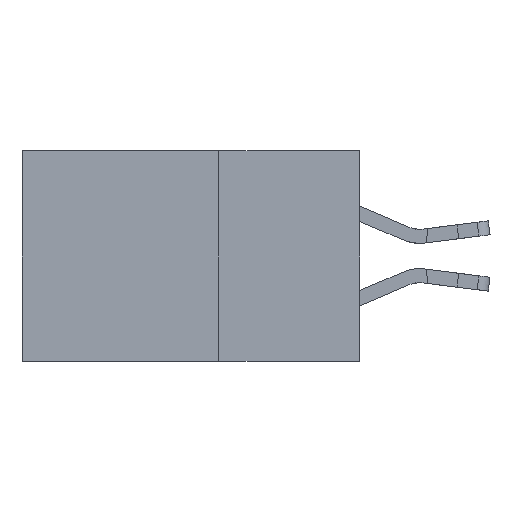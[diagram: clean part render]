
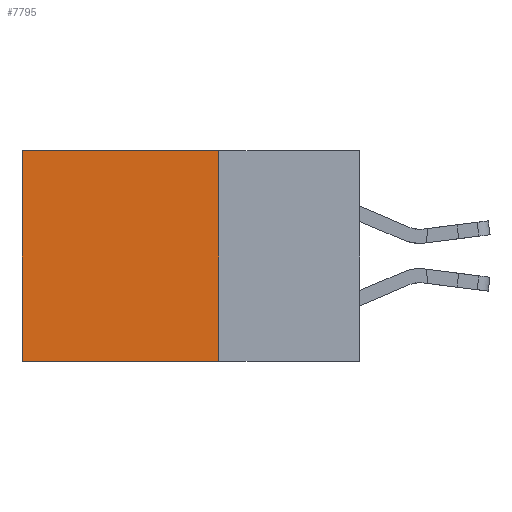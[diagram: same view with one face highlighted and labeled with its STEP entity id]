
A CAD part, left-side view. The second image highlights one B-rep face of the part: STEP entity #7795.
In plain terms, the highlighted planar face has unit normal (-1, 0, 0).
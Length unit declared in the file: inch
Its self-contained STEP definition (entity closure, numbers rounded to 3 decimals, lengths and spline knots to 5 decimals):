
#1136 = VECTOR ( 'NONE', #2448, 39.37008 ) ;
#1944 = DIRECTION ( 'NONE',  ( 0., 0., -1. ) ) ;
#2395 = VECTOR ( 'NONE', #21027, 39.37008 ) ;
#2448 = DIRECTION ( 'NONE',  ( 0., 0., -1. ) ) ;
#2596 = PLANE ( 'NONE',  #10847 ) ;
#3703 = EDGE_CURVE ( 'NONE', #21677, #16000, #16492, .T. ) ;
#3946 = CARTESIAN_POINT ( 'NONE',  ( 0.2875, 0.25, 0. ) ) ;
#4996 = VERTEX_POINT ( 'NONE', #18631 ) ;
#5414 = VERTEX_POINT ( 'NONE', #5905 ) ;
#5768 = LINE ( 'NONE', #8409, #10624 ) ;
#5776 = CARTESIAN_POINT ( 'NONE',  ( 0.2875, 0.6, -0.375 ) ) ;
#5825 = CARTESIAN_POINT ( 'NONE',  ( 0.2875, 0.25, -0.375 ) ) ;
#5905 = CARTESIAN_POINT ( 'NONE',  ( 0.2875, 0.6, 0. ) ) ;
#6312 = CARTESIAN_POINT ( 'NONE',  ( 0.2875, 0.25, 0. ) ) ;
#7520 = EDGE_LOOP ( 'NONE', ( #21475, #16471, #21116, #16475 ) ) ;
#7795 = ADVANCED_FACE ( 'NONE', ( #12918 ), #2596, .F. ) ;
#8409 = CARTESIAN_POINT ( 'NONE',  ( 0.2875, 0.25, -0.375 ) ) ;
#9159 = LINE ( 'NONE', #3946, #2395 ) ;
#10624 = VECTOR ( 'NONE', #16925, 39.37008 ) ;
#10847 = AXIS2_PLACEMENT_3D ( 'NONE', #14647, #16364, #14719 ) ;
#11001 = LINE ( 'NONE', #5776, #18982 ) ;
#12918 = FACE_OUTER_BOUND ( 'NONE', #7520, .T. ) ;
#14647 = CARTESIAN_POINT ( 'NONE',  ( 0.2875, 0.25, -0.375 ) ) ;
#14719 = DIRECTION ( 'NONE',  ( 0., 0., -1. ) ) ;
#15470 = EDGE_CURVE ( 'NONE', #5414, #4996, #11001, .T. ) ;
#16000 = VERTEX_POINT ( 'NONE', #5825 ) ;
#16364 = DIRECTION ( 'NONE',  ( 1., 0., 0. ) ) ;
#16471 = ORIENTED_EDGE ( 'NONE', *, *, #20486, .F. ) ;
#16475 = ORIENTED_EDGE ( 'NONE', *, *, #19903, .T. ) ;
#16492 = LINE ( 'NONE', #18163, #1136 ) ;
#16925 = DIRECTION ( 'NONE',  ( 0., 1., 0. ) ) ;
#18163 = CARTESIAN_POINT ( 'NONE',  ( 0.2875, 0.25, -0.375 ) ) ;
#18631 = CARTESIAN_POINT ( 'NONE',  ( 0.2875, 0.6, -0.375 ) ) ;
#18982 = VECTOR ( 'NONE', #1944, 39.37008 ) ;
#19903 = EDGE_CURVE ( 'NONE', #21677, #5414, #9159, .T. ) ;
#20486 = EDGE_CURVE ( 'NONE', #16000, #4996, #5768, .T. ) ;
#21027 = DIRECTION ( 'NONE',  ( 0., 1., 0. ) ) ;
#21116 = ORIENTED_EDGE ( 'NONE', *, *, #3703, .F. ) ;
#21475 = ORIENTED_EDGE ( 'NONE', *, *, #15470, .T. ) ;
#21677 = VERTEX_POINT ( 'NONE', #6312 ) ;
